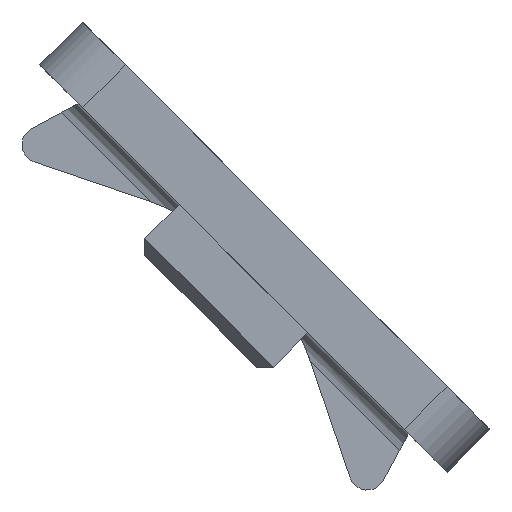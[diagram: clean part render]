
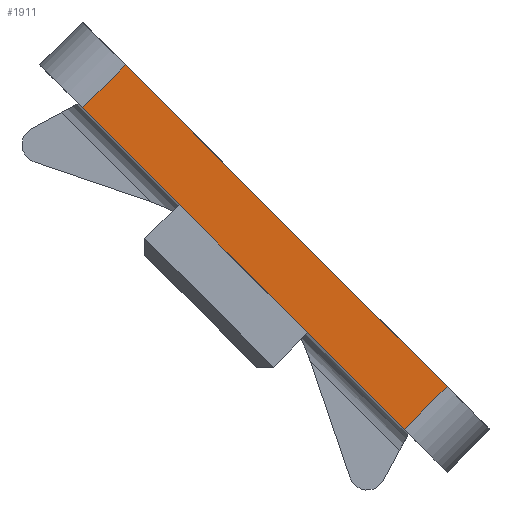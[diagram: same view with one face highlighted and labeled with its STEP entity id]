
A CAD part, left-side view. The second image highlights one B-rep face of the part: STEP entity #1911.
In plain terms, the highlighted planar face has unit normal (-1, 0, 0).
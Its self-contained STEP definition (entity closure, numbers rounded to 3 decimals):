
#261=FACE_OUTER_BOUND('',#379,.T.);
#379=EDGE_LOOP('',(#1731,#1732,#1733,#1734));
#439=LINE('',#2817,#623);
#559=LINE('',#3319,#743);
#563=LINE('',#3328,#747);
#565=LINE('',#3331,#749);
#623=VECTOR('',#2237,10.);
#743=VECTOR('',#2613,10.);
#747=VECTOR('',#2625,10.);
#749=VECTOR('',#2629,10.);
#802=VERTEX_POINT('',#2814);
#803=VERTEX_POINT('',#2816);
#928=VERTEX_POINT('',#3316);
#929=VERTEX_POINT('',#3318);
#1003=EDGE_CURVE('',#803,#802,#439,.T.);
#1194=EDGE_CURVE('',#928,#929,#559,.T.);
#1199=EDGE_CURVE('',#929,#802,#563,.T.);
#1201=EDGE_CURVE('',#803,#928,#565,.T.);
#1731=ORIENTED_EDGE('',*,*,#1199,.F.);
#1732=ORIENTED_EDGE('',*,*,#1194,.F.);
#1733=ORIENTED_EDGE('',*,*,#1201,.F.);
#1734=ORIENTED_EDGE('',*,*,#1003,.T.);
#1806=PLANE('',#2099);
#1911=ADVANCED_FACE('',(#261),#1806,.T.);
#2099=AXIS2_PLACEMENT_3D('',#3330,#2627,#2628);
#2237=DIRECTION('',(0.,-0.707,-0.707));
#2613=DIRECTION('',(0.,-0.707,-0.707));
#2625=DIRECTION('',(0.,0.707,-0.707));
#2627=DIRECTION('center_axis',(-1.,0.,0.));
#2628=DIRECTION('ref_axis',(0.,-0.707,-0.707));
#2629=DIRECTION('',(0.,-0.707,0.707));
#2814=CARTESIAN_POINT('',(-187.,-10.595,9.388));
#2816=CARTESIAN_POINT('',(-187.,0.012,19.995));
#2817=CARTESIAN_POINT('',(-187.,1.426,21.409));
#3316=CARTESIAN_POINT('',(-187.,-1.403,21.409));
#3318=CARTESIAN_POINT('',(-187.,-12.009,10.803));
#3319=CARTESIAN_POINT('',(-187.,0.012,22.823));
#3328=CARTESIAN_POINT('',(-187.,-10.595,9.388));
#3330=CARTESIAN_POINT('Origin',(-187.,1.426,21.409));
#3331=CARTESIAN_POINT('',(-187.,0.012,19.995));
